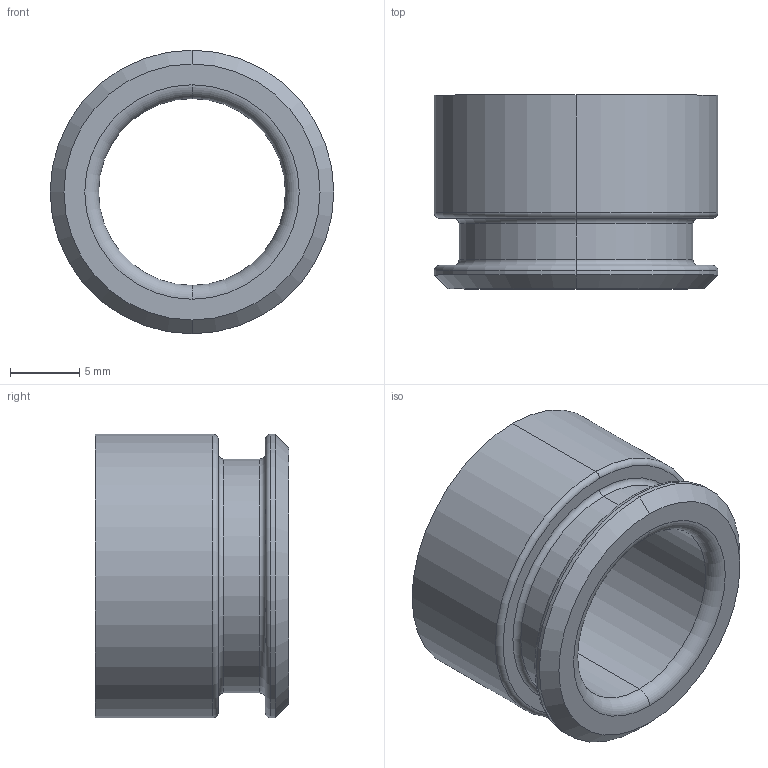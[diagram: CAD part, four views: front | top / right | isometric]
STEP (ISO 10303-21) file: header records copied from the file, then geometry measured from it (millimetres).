
FILE_DESCRIPTION (( 'STEP AP214' ), '1' );
FILE_NAME ('Bottom pant rev. 1.STEP', '2020-03-22T10:49:29', ( '' ), ( '' ), 'SwSTEP 2.0', 'SolidWorks 2019', '' );
FILE_SCHEMA (( 'AUTOMOTIVE_DESIGN' ));
Length unit declared in the file: millimetre
Products named in the file (1): Bottom pant rev. 1
Bounding box: 20.5 x 14 x 20.5 mm (x, y, z)
Volume: 2187.5 mm3; surface area: 1917.2 mm2
Topology: 1 solids, 1 shells, 30 faces, 60 edges, 34 vertices
Faces by surface type: torus 14, cylinder 8, cone 4, plane 4
Entity records: 826 total; most frequent: DIRECTION 170, CARTESIAN_POINT 125, ORIENTED_EDGE 120, AXIS2_PLACEMENT_3D 79, EDGE_CURVE 60, CIRCLE 48, VERTEX_POINT 34, EDGE_LOOP 34
